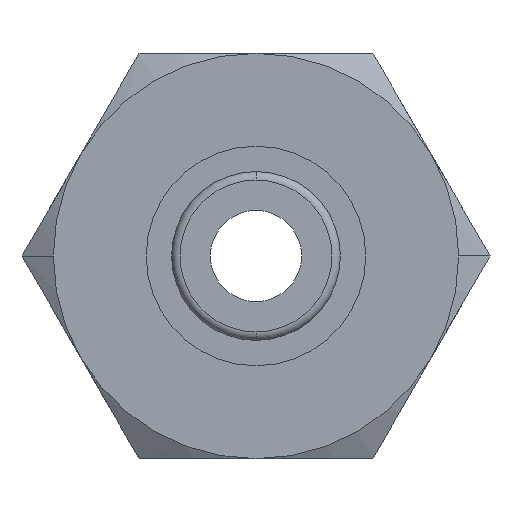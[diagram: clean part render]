
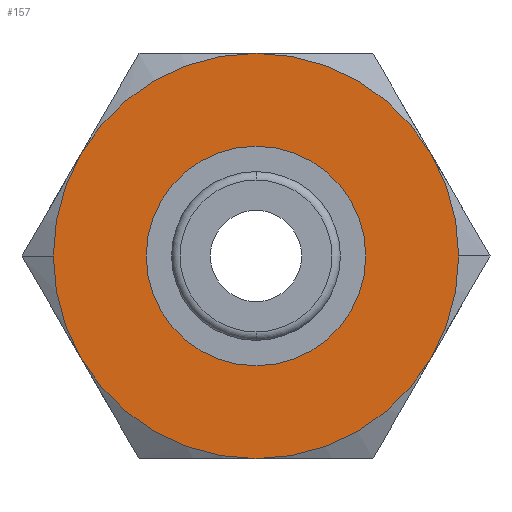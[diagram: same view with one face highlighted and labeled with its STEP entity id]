
A CAD part, front view. The second image highlights one B-rep face of the part: STEP entity #157.
In plain terms, the highlighted planar face has unit normal (0, -1, 0).
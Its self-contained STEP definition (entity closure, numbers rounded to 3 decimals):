
#157=ADVANCED_FACE('',(#314,#315),#316,.T.);
#314=FACE_OUTER_BOUND('',#467,.T.);
#315=FACE_BOUND('',#468,.T.);
#316=PLANE('',#469);
#467=EDGE_LOOP('',(#832,#833,#834,#835,#836,#837,#838,#839));
#468=EDGE_LOOP('',(#840,#841));
#469=AXIS2_PLACEMENT_3D('',#842,#843,#844);
#832=ORIENTED_EDGE('',*,*,#920,.F.);
#833=ORIENTED_EDGE('',*,*,#926,.F.);
#834=ORIENTED_EDGE('',*,*,#881,.F.);
#835=ORIENTED_EDGE('',*,*,#1007,.F.);
#836=ORIENTED_EDGE('',*,*,#886,.F.);
#837=ORIENTED_EDGE('',*,*,#975,.F.);
#838=ORIENTED_EDGE('',*,*,#977,.F.);
#839=ORIENTED_EDGE('',*,*,#889,.F.);
#840=ORIENTED_EDGE('',*,*,#923,.F.);
#841=ORIENTED_EDGE('',*,*,#910,.F.);
#842=CARTESIAN_POINT('',(3.0,18.0,0.0));
#843=DIRECTION('',(-0.0,-1.0,-0.0));
#844=DIRECTION('',(-1.0,0.0,0.0));
#881=EDGE_CURVE('',#1035,#1037,#1038,.T.);
#886=EDGE_CURVE('',#1044,#1042,#1046,.T.);
#889=EDGE_CURVE('',#1048,#1051,#1052,.T.);
#910=EDGE_CURVE('',#1080,#1082,#1083,.T.);
#920=EDGE_CURVE('',#1097,#1048,#1099,.T.);
#923=EDGE_CURVE('',#1082,#1080,#1102,.T.);
#926=EDGE_CURVE('',#1037,#1097,#1106,.T.);
#975=EDGE_CURVE('',#1128,#1044,#1178,.T.);
#977=EDGE_CURVE('',#1051,#1128,#1180,.T.);
#1007=EDGE_CURVE('',#1042,#1035,#1214,.T.);
#1035=VERTEX_POINT('',#1286);
#1037=VERTEX_POINT('',#1299);
#1038=CIRCLE('',#1300,6.0);
#1042=VERTEX_POINT('',#1315);
#1044=VERTEX_POINT('',#1318);
#1046=CIRCLE('',#1331,6.0);
#1048=VERTEX_POINT('',#1333);
#1051=VERTEX_POINT('',#1337);
#1052=CIRCLE('',#1338,6.0);
#1080=VERTEX_POINT('',#1448);
#1082=VERTEX_POINT('',#1451);
#1083=CIRCLE('',#1452,3.25);
#1097=VERTEX_POINT('',#1469);
#1099=CIRCLE('',#1482,6.0);
#1102=CIRCLE('',#1485,3.25);
#1106=CIRCLE('',#1500,6.0);
#1128=VERTEX_POINT('',#1580);
#1178=CIRCLE('',#1668,6.0);
#1180=CIRCLE('',#1670,6.0);
#1214=CIRCLE('',#1713,6.0);
#1286=CARTESIAN_POINT('',(-5.196,18.0,3.0));
#1299=CARTESIAN_POINT('',(0.,18.0,6.0));
#1300=AXIS2_PLACEMENT_3D('',#1731,#1732,#1733);
#1315=CARTESIAN_POINT('',(-6.0,18.0,0.));
#1318=CARTESIAN_POINT('',(-5.196,18.0,-3.0));
#1331=AXIS2_PLACEMENT_3D('',#1735,#1736,#1737);
#1333=CARTESIAN_POINT('',(6.0,18.0,0.));
#1337=CARTESIAN_POINT('',(5.196,18.0,-3.0));
#1338=AXIS2_PLACEMENT_3D('',#1739,#1740,#1741);
#1448=CARTESIAN_POINT('',(3.25,18.0,0.));
#1451=CARTESIAN_POINT('',(-3.25,18.0,0.));
#1452=AXIS2_PLACEMENT_3D('',#1754,#1755,#1756);
#1469=CARTESIAN_POINT('',(5.196,18.0,3.0));
#1482=AXIS2_PLACEMENT_3D('',#1769,#1770,#1771);
#1485=AXIS2_PLACEMENT_3D('',#1775,#1776,#1777);
#1500=AXIS2_PLACEMENT_3D('',#1778,#1779,#1780);
#1580=CARTESIAN_POINT('',(0.0,18.0,-6.0));
#1668=AXIS2_PLACEMENT_3D('',#1849,#1850,#1851);
#1670=AXIS2_PLACEMENT_3D('',#1852,#1853,#1854);
#1713=AXIS2_PLACEMENT_3D('',#1891,#1892,#1893);
#1731=CARTESIAN_POINT('',(0.0,18.0,0.0));
#1732=DIRECTION('',(-0.0,1.0,0.0));
#1733=DIRECTION('',(1.0,0.0,0.0));
#1735=CARTESIAN_POINT('',(0.0,18.0,0.0));
#1736=DIRECTION('',(-0.0,1.0,0.0));
#1737=DIRECTION('',(1.0,0.0,0.0));
#1739=CARTESIAN_POINT('',(0.0,18.0,0.0));
#1740=DIRECTION('',(-0.0,1.0,0.0));
#1741=DIRECTION('',(1.0,0.0,0.0));
#1754=CARTESIAN_POINT('',(0.0,18.0,0.0));
#1755=DIRECTION('',(0.0,-1.0,0.0));
#1756=DIRECTION('',(1.0,0.0,0.0));
#1769=CARTESIAN_POINT('',(0.0,18.0,0.0));
#1770=DIRECTION('',(-0.0,1.0,0.0));
#1771=DIRECTION('',(1.0,0.0,0.0));
#1775=CARTESIAN_POINT('',(0.0,18.0,0.0));
#1776=DIRECTION('',(0.0,-1.0,0.0));
#1777=DIRECTION('',(1.0,0.0,0.0));
#1778=CARTESIAN_POINT('',(0.0,18.0,0.0));
#1779=DIRECTION('',(-0.0,1.0,0.0));
#1780=DIRECTION('',(1.0,0.0,0.0));
#1849=CARTESIAN_POINT('',(0.0,18.0,0.0));
#1850=DIRECTION('',(-0.0,1.0,0.0));
#1851=DIRECTION('',(1.0,0.0,0.0));
#1852=CARTESIAN_POINT('',(0.0,18.0,0.0));
#1853=DIRECTION('',(-0.0,1.0,0.0));
#1854=DIRECTION('',(1.0,0.0,0.0));
#1891=CARTESIAN_POINT('',(0.0,18.0,0.0));
#1892=DIRECTION('',(-0.0,1.0,0.0));
#1893=DIRECTION('',(1.0,0.0,0.0));
